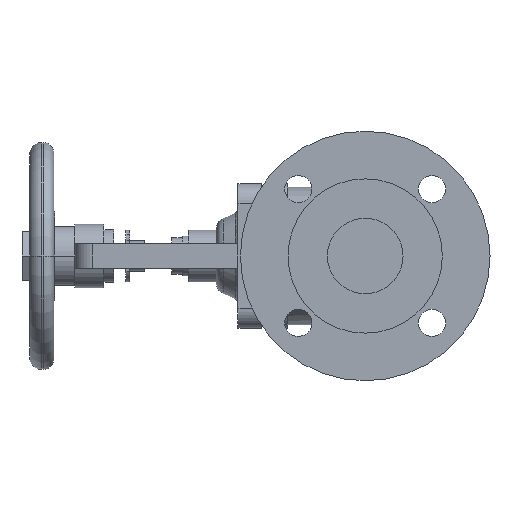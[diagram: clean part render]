
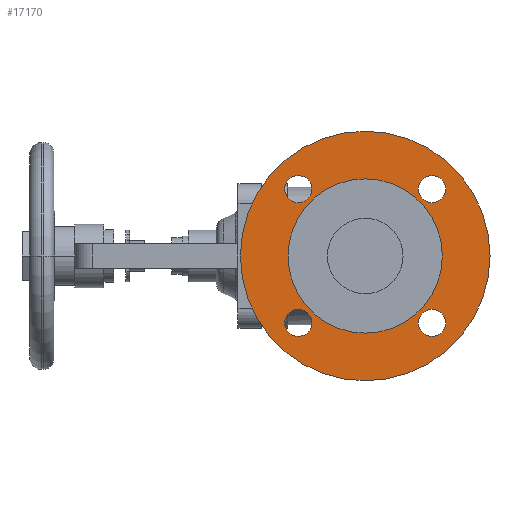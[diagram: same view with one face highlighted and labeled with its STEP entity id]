
A CAD part, left-side view. The second image highlights one B-rep face of the part: STEP entity #17170.
In plain terms, the highlighted planar face has unit normal (-1, 0, 0).
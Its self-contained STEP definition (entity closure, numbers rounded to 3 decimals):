
#8530=CARTESIAN_POINT('',(-110.7,0.,-82.5));
#8540=VERTEX_POINT('',#8530);
#8570=CARTESIAN_POINT('',(-110.7,0.,0.));
#8580=DIRECTION('',(1.,0.,0.));
#8590=DIRECTION('',(0.,0.,-1.));
#8600=AXIS2_PLACEMENT_3D('',#8570,#8580,#8590);
#8610=CIRCLE('',#8600,82.5);
#8620=CARTESIAN_POINT('',(-110.7,0.,82.5));
#8630=VERTEX_POINT('',#8620);
#8640=EDGE_CURVE('',#8630,#8540,#8610,.T.);
#9020=CARTESIAN_POINT('',(-110.7,44.194,-53.194));
#9030=VERTEX_POINT('',#9020);
#9060=CARTESIAN_POINT('',(-110.7,44.194,-44.194));
#9070=DIRECTION('',(-1.,0.,0.));
#9080=DIRECTION('',(0.,0.,-1.));
#9090=AXIS2_PLACEMENT_3D('',#9060,#9070,#9080);
#9100=CIRCLE('',#9090,9.);
#9110=CARTESIAN_POINT('',(-110.7,44.194,-35.194));
#9120=VERTEX_POINT('',#9110);
#9130=EDGE_CURVE('',#9120,#9030,#9100,.T.);
#9510=CARTESIAN_POINT('',(-110.7,-44.194,-53.194));
#9520=VERTEX_POINT('',#9510);
#9680=CARTESIAN_POINT('',(-110.7,-44.194,-35.194));
#9690=VERTEX_POINT('',#9680);
#9720=CARTESIAN_POINT('',(-110.7,-44.194,-44.194));
#9730=DIRECTION('',(-1.,0.,0.));
#9740=DIRECTION('',(0.,0.,-1.));
#9750=AXIS2_PLACEMENT_3D('',#9720,#9730,#9740);
#9760=CIRCLE('',#9750,9.);
#9770=EDGE_CURVE('',#9520,#9690,#9760,.T.);
#10000=CARTESIAN_POINT('',(-110.7,-44.194,53.194));
#10010=VERTEX_POINT('',#10000);
#10040=CARTESIAN_POINT('',(-110.7,-44.194,44.194));
#10050=DIRECTION('',(-1.,0.,0.));
#10060=DIRECTION('',(0.,0.,-1.));
#10070=AXIS2_PLACEMENT_3D('',#10040,#10050,#10060);
#10080=CIRCLE('',#10070,9.);
#10090=CARTESIAN_POINT('',(-110.7,-44.194,35.194));
#10100=VERTEX_POINT('',#10090);
#10110=EDGE_CURVE('',#10100,#10010,#10080,.T.);
#10490=CARTESIAN_POINT('',(-110.7,44.194,53.194));
#10500=VERTEX_POINT('',#10490);
#10530=CARTESIAN_POINT('',(-110.7,44.194,44.194));
#10540=DIRECTION('',(-1.,0.,0.));
#10550=DIRECTION('',(0.,0.,-1.));
#10560=AXIS2_PLACEMENT_3D('',#10530,#10540,#10550);
#10570=CIRCLE('',#10560,9.);
#10580=CARTESIAN_POINT('',(-110.7,44.194,35.194));
#10590=VERTEX_POINT('',#10580);
#10600=EDGE_CURVE('',#10590,#10500,#10570,.T.);
#10980=CARTESIAN_POINT('',(-110.7,-51.,0.));
#10990=VERTEX_POINT('',#10980);
#11020=CARTESIAN_POINT('',(-110.7,0.,0.));
#11030=DIRECTION('',(-1.,0.,0.));
#11040=DIRECTION('',(0.,1.,0.));
#11050=AXIS2_PLACEMENT_3D('',#11020,#11030,#11040);
#11060=CIRCLE('',#11050,51.);
#11070=CARTESIAN_POINT('',(-110.7,51.,0.));
#11080=VERTEX_POINT('',#11070);
#11090=EDGE_CURVE('',#11080,#10990,#11060,.T.);
#16820=CARTESIAN_POINT('',(-110.7,66.75,0.));
#16830=DIRECTION('',(1.,0.,0.));
#16840=DIRECTION('',(0.,-1.,0.));
#16850=AXIS2_PLACEMENT_3D('',#16820,#16830,#16840);
#16860=PLANE('',#16850);
#16870=EDGE_CURVE('',#10990,#11080,#11060,.T.);
#16880=ORIENTED_EDGE('',*,*,#16870,.F.);
#16890=ORIENTED_EDGE('',*,*,#11090,.F.);
#16900=EDGE_LOOP('',(#16890,#16880));
#16910=FACE_BOUND('',#16900,.T.);
#16920=ORIENTED_EDGE('',*,*,#8640,.F.);
#16930=EDGE_CURVE('',#8540,#8630,#8610,.T.);
#16940=ORIENTED_EDGE('',*,*,#16930,.F.);
#16950=EDGE_LOOP('',(#16940,#16920));
#16960=FACE_OUTER_BOUND('',#16950,.T.);
#16970=EDGE_CURVE('',#9030,#9120,#9100,.T.);
#16980=ORIENTED_EDGE('',*,*,#16970,.F.);
#16990=ORIENTED_EDGE('',*,*,#9130,.F.);
#17000=EDGE_LOOP('',(#16990,#16980));
#17010=FACE_BOUND('',#17000,.T.);
#17020=EDGE_CURVE('',#9690,#9520,#9760,.T.);
#17030=ORIENTED_EDGE('',*,*,#17020,.F.);
#17040=ORIENTED_EDGE('',*,*,#9770,.F.);
#17050=EDGE_LOOP('',(#17040,#17030));
#17060=FACE_BOUND('',#17050,.T.);
#17070=ORIENTED_EDGE('',*,*,#10110,.F.);
#17080=EDGE_CURVE('',#10010,#10100,#10080,.T.);
#17090=ORIENTED_EDGE('',*,*,#17080,.F.);
#17100=EDGE_LOOP('',(#17090,#17070));
#17110=FACE_BOUND('',#17100,.T.);
#17120=EDGE_CURVE('',#10500,#10590,#10570,.T.);
#17130=ORIENTED_EDGE('',*,*,#17120,.F.);
#17140=ORIENTED_EDGE('',*,*,#10600,.F.);
#17150=EDGE_LOOP('',(#17140,#17130));
#17160=FACE_BOUND('',#17150,.T.);
#17170=ADVANCED_FACE('',(#16910,#16960,#17010,#17060,#17110,#17160),
#16860,.F.);
